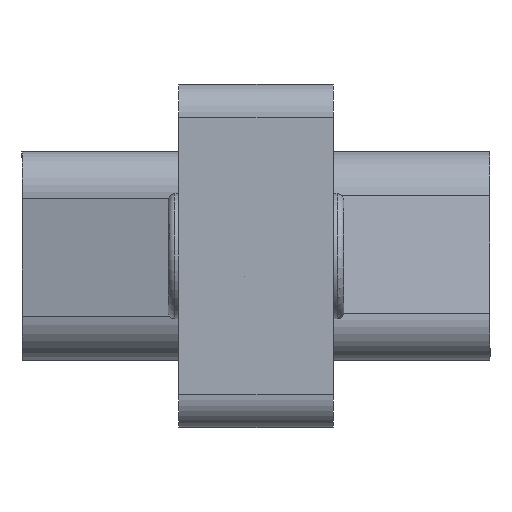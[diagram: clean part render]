
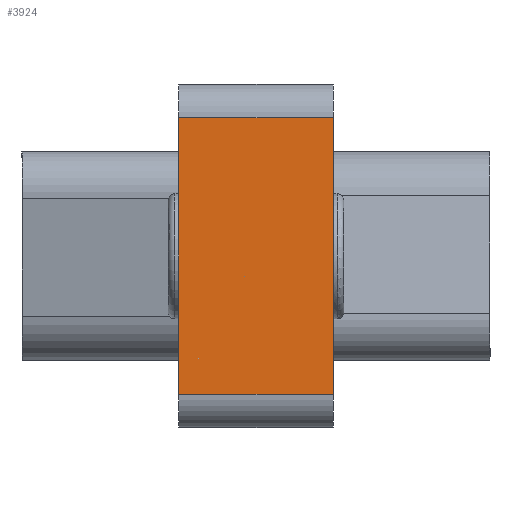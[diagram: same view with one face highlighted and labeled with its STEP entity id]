
A CAD part, left-side view. The second image highlights one B-rep face of the part: STEP entity #3924.
In plain terms, the highlighted planar face has unit normal (-1, 0, 0).
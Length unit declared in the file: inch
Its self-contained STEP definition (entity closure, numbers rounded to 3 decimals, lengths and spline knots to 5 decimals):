
#33 = DIRECTION ( 'NONE',  ( 0., 0., -1. ) ) ;
#35 = DIRECTION ( 'NONE',  ( 1., 0., 0. ) ) ;
#53 = CARTESIAN_POINT ( 'NONE',  ( -0.775, 0.115, 0.255 ) ) ;
#55 = PLANE ( 'NONE',  #1804 ) ;
#1804 = AXIS2_PLACEMENT_3D ( 'NONE', #53, #35, #33 ) ;
#2433 = ORIENTED_EDGE ( 'NONE', *, *, #17869, .T. ) ;
#2915 = ORIENTED_EDGE ( 'NONE', *, *, #17866, .T. ) ;
#2917 = ORIENTED_EDGE ( 'NONE', *, *, #17868, .T. ) ;
#2918 = ORIENTED_EDGE ( 'NONE', *, *, #13724, .F. ) ;
#3924 = ADVANCED_FACE ( 'NONE', ( #13651 ), #55, .F. ) ;
#4771 = CARTESIAN_POINT ( 'NONE',  ( -0.775, -0.115, 0.255 ) ) ;
#4773 = DIRECTION ( 'NONE',  ( 0., 0., 1. ) ) ;
#4775 = CARTESIAN_POINT ( 'NONE',  ( -0.775, 0.115, 0.205 ) ) ;
#4777 = DIRECTION ( 'NONE',  ( 0., 1., 0. ) ) ;
#4778 = CARTESIAN_POINT ( 'NONE',  ( -0.775, 0.115, -0.205 ) ) ;
#4779 = DIRECTION ( 'NONE',  ( 0., -1., 0. ) ) ;
#8641 = LINE ( 'NONE', #4771, #8644 ) ;
#8644 = VECTOR ( 'NONE', #4773, 39.37008 ) ;
#8645 = LINE ( 'NONE', #4775, #8648 ) ;
#8647 = LINE ( 'NONE', #4778, #8650 ) ;
#8648 = VECTOR ( 'NONE', #4777, 39.37008 ) ;
#8650 = VECTOR ( 'NONE', #4779, 39.37008 ) ;
#10185 = CARTESIAN_POINT ( 'NONE',  ( -0.775, 0.115, 0.205 ) ) ;
#10297 = CARTESIAN_POINT ( 'NONE',  ( -0.775, -0.115, 0.205 ) ) ;
#10323 = CARTESIAN_POINT ( 'NONE',  ( -0.775, 0.115, -0.205 ) ) ;
#12566 = CARTESIAN_POINT ( 'NONE',  ( -0.775, -0.115, -0.205 ) ) ;
#13651 = FACE_OUTER_BOUND ( 'NONE', #14339, .T. ) ;
#13724 = EDGE_CURVE ( 'NONE', #16741, #16603, #25788, .T. ) ;
#14339 = EDGE_LOOP ( 'NONE', ( #2915, #2917, #2918, #2433 ) ) ;
#16050 = DIRECTION ( 'NONE',  ( 0., 0., 1. ) ) ;
#16096 = VERTEX_POINT ( 'NONE', #12566 ) ;
#16130 = CARTESIAN_POINT ( 'NONE',  ( -0.775, 0.115, 0.255 ) ) ;
#16603 = VERTEX_POINT ( 'NONE', #10185 ) ;
#16715 = VERTEX_POINT ( 'NONE', #10297 ) ;
#16741 = VERTEX_POINT ( 'NONE', #10323 ) ;
#17866 = EDGE_CURVE ( 'NONE', #16096, #16715, #8641, .T. ) ;
#17868 = EDGE_CURVE ( 'NONE', #16715, #16603, #8645, .T. ) ;
#17869 = EDGE_CURVE ( 'NONE', #16741, #16096, #8647, .T. ) ;
#25788 = LINE ( 'NONE', #16130, #25800 ) ;
#25800 = VECTOR ( 'NONE', #16050, 39.37008 ) ;
